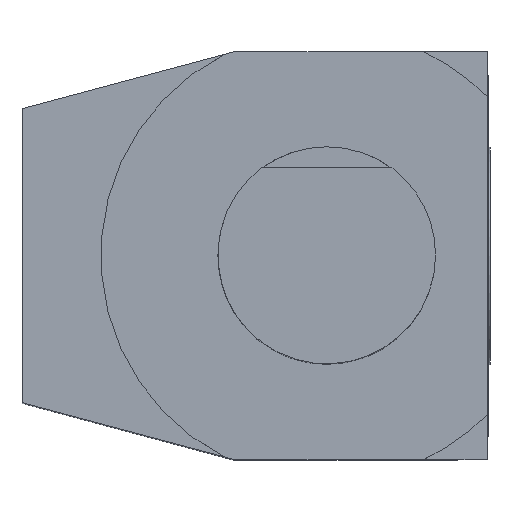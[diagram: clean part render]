
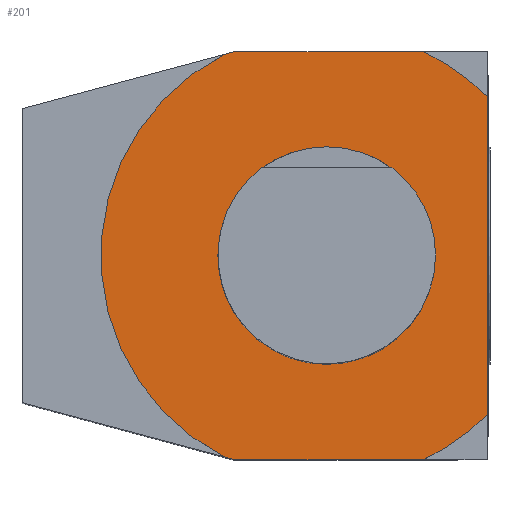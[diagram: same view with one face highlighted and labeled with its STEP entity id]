
A CAD part, top view. The second image highlights one B-rep face of the part: STEP entity #201.
In plain terms, the highlighted planar face has unit normal (0, 0, 1).
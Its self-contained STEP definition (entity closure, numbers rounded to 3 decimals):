
#60=FACE_OUTER_BOUND('',#271,.T.);
#98=LINE('',#949,#152);
#99=LINE('',#954,#153);
#100=LINE('',#956,#154);
#101=LINE('',#960,#155);
#102=LINE('',#964,#156);
#152=VECTOR('',#762,1.);
#153=VECTOR('',#765,1.);
#154=VECTOR('',#766,1.);
#155=VECTOR('',#769,1.);
#156=VECTOR('',#772,1.);
#201=ADVANCED_FACE('',(#60),#236,.F.);
#236=PLANE('',#672);
#271=EDGE_LOOP('',(#325,#326,#327,#328,#329,#330,#331,#332));
#325=ORIENTED_EDGE('',*,*,#542,.F.);
#326=ORIENTED_EDGE('',*,*,#543,.T.);
#327=ORIENTED_EDGE('',*,*,#544,.T.);
#328=ORIENTED_EDGE('',*,*,#545,.F.);
#329=ORIENTED_EDGE('',*,*,#546,.T.);
#330=ORIENTED_EDGE('',*,*,#547,.T.);
#331=ORIENTED_EDGE('',*,*,#548,.T.);
#332=ORIENTED_EDGE('',*,*,#549,.T.);
#487=VERTEX_POINT('',#950);
#488=VERTEX_POINT('',#951);
#489=VERTEX_POINT('',#953);
#490=VERTEX_POINT('',#955);
#491=VERTEX_POINT('',#957);
#492=VERTEX_POINT('',#959);
#493=VERTEX_POINT('',#961);
#494=VERTEX_POINT('',#963);
#542=EDGE_CURVE('',#487,#488,#98,.T.);
#543=EDGE_CURVE('',#487,#489,#615,.T.);
#544=EDGE_CURVE('',#489,#490,#99,.T.);
#545=EDGE_CURVE('',#491,#490,#100,.T.);
#546=EDGE_CURVE('',#491,#492,#616,.T.);
#547=EDGE_CURVE('',#492,#493,#101,.T.);
#548=EDGE_CURVE('',#493,#494,#617,.T.);
#549=EDGE_CURVE('',#494,#488,#102,.T.);
#615=CIRCLE('',#669,41.5);
#616=CIRCLE('',#670,41.5);
#617=CIRCLE('',#671,41.5);
#669=AXIS2_PLACEMENT_3D('',#952,#763,#764);
#670=AXIS2_PLACEMENT_3D('',#958,#767,#768);
#671=AXIS2_PLACEMENT_3D('',#962,#770,#771);
#672=AXIS2_PLACEMENT_3D('',#965,#773,#774);
#762=DIRECTION('',(0.966,0.259,0.));
#763=DIRECTION('',(0.,0.,1.));
#764=DIRECTION('',(0.,1.,0.));
#765=DIRECTION('',(0.966,-0.259,0.));
#766=DIRECTION('',(-1.,0.,0.));
#767=DIRECTION('',(0.,0.,1.));
#768=DIRECTION('',(0.,1.,0.));
#769=DIRECTION('',(0.,1.,0.));
#770=DIRECTION('',(0.,0.,1.));
#771=DIRECTION('',(0.,1.,0.));
#772=DIRECTION('',(-1.,0.,0.));
#773=DIRECTION('',(0.,0.,-1.));
#774=DIRECTION('',(0.,-1.,0.));
#949=CARTESIAN_POINT('',(-0.133,41.997,0.));
#950=CARTESIAN_POINT('',(-18.811,36.992,0.));
#951=CARTESIAN_POINT('',(-16.914,37.5,0.));
#952=CARTESIAN_POINT('',(0.,0.,0.));
#953=CARTESIAN_POINT('',(-18.811,-36.992,0.));
#954=CARTESIAN_POINT('',(-20.883,-36.437,0.));
#955=CARTESIAN_POINT('',(-16.914,-37.5,0.));
#956=CARTESIAN_POINT('',(0.,-37.5,0.));
#957=CARTESIAN_POINT('',(17.776,-37.5,0.));
#958=CARTESIAN_POINT('',(0.,0.,0.));
#959=CARTESIAN_POINT('',(29.5,-29.189,0.));
#960=CARTESIAN_POINT('',(29.5,41.5,0.));
#961=CARTESIAN_POINT('',(29.5,29.189,0.));
#962=CARTESIAN_POINT('',(0.,0.,0.));
#963=CARTESIAN_POINT('',(17.776,37.5,0.));
#964=CARTESIAN_POINT('',(0.,37.5,0.));
#965=CARTESIAN_POINT('',(0.,41.5,0.));
